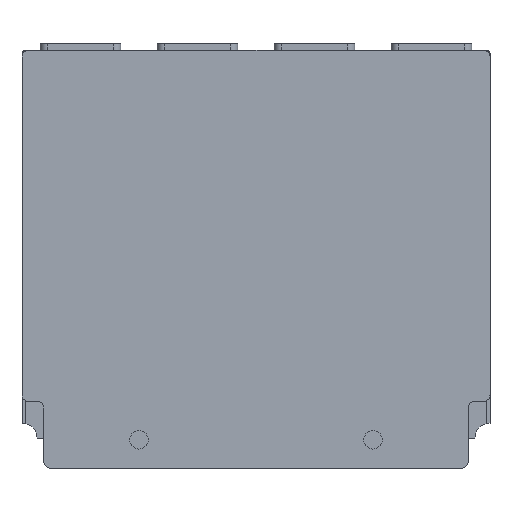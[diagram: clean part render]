
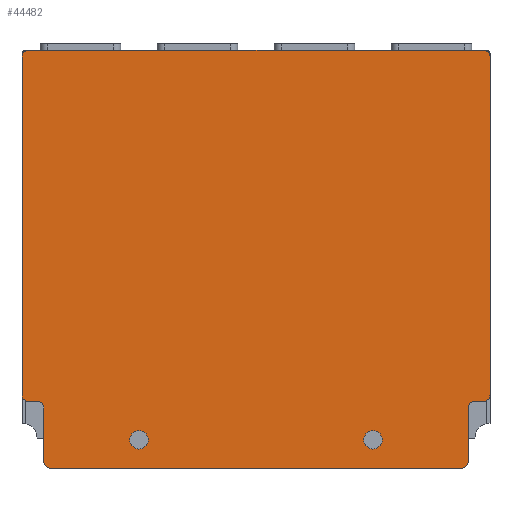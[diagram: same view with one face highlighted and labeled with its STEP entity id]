
A CAD part, front view. The second image highlights one B-rep face of the part: STEP entity #44482.
In plain terms, the highlighted planar face has unit normal (0, -1, 0).
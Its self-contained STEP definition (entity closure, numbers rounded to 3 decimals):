
#42898=DIRECTION('',(-1.,0.,0.));
#42899=VECTOR('',#42898,123.);
#42900=CARTESIAN_POINT('',(61.5,0.,-50.));
#42901=LINE('',#42900,#42899);
#42906=DIRECTION('',(0.,0.,1.));
#42907=VECTOR('',#42906,16.);
#42908=CARTESIAN_POINT('',(-63.5,0.,-48.));
#42909=LINE('',#42908,#42907);
#42913=DIRECTION('',(-1.,0.,0.));
#42914=VECTOR('',#42913,2.5);
#42915=CARTESIAN_POINT('',(-65.5,0.,-30.));
#42916=LINE('',#42915,#42914);
#42920=DIRECTION('',(0.,0.,1.));
#42921=VECTOR('',#42920,101.);
#42922=CARTESIAN_POINT('',(-70.,0.,-28.));
#42923=LINE('',#42922,#42921);
#42927=DIRECTION('',(1.,0.,0.));
#42928=VECTOR('',#42927,136.);
#42929=CARTESIAN_POINT('',(-68.,0.,75.));
#42930=LINE('',#42929,#42928);
#42934=DIRECTION('',(0.,0.,-1.));
#42935=VECTOR('',#42934,101.);
#42936=CARTESIAN_POINT('',(70.,0.,73.));
#42937=LINE('',#42936,#42935);
#42941=DIRECTION('',(-1.,0.,0.));
#42942=VECTOR('',#42941,2.5);
#42943=CARTESIAN_POINT('',(68.,0.,-30.));
#42944=LINE('',#42943,#42942);
#42948=DIRECTION('',(0.,0.,-1.));
#42949=VECTOR('',#42948,16.);
#42950=CARTESIAN_POINT('',(63.5,0.,-32.));
#42951=LINE('',#42950,#42949);
#42955=CARTESIAN_POINT('',(35.,0.,-41.5));
#42956=DIRECTION('',(0.,1.,0.));
#42957=DIRECTION('',(1.,0.,0.));
#42958=AXIS2_PLACEMENT_3D('',#42955,#42956,#42957);
#42963=CARTESIAN_POINT('',(35.,0.,-41.5));
#42964=DIRECTION('',(0.,1.,0.));
#42965=DIRECTION('',(-1.,0.,0.));
#42966=AXIS2_PLACEMENT_3D('',#42963,#42964,#42965);
#42971=CARTESIAN_POINT('',(-35.,0.,-41.5));
#42972=DIRECTION('',(0.,1.,0.));
#42973=DIRECTION('',(1.,0.,0.));
#42974=AXIS2_PLACEMENT_3D('',#42971,#42972,#42973);
#42979=CARTESIAN_POINT('',(-35.,0.,-41.5));
#42980=DIRECTION('',(0.,1.,0.));
#42981=DIRECTION('',(-1.,0.,0.));
#42982=AXIS2_PLACEMENT_3D('',#42979,#42980,#42981);
#43009=CARTESIAN_POINT('',(61.5,0.,-48.));
#43010=DIRECTION('',(0.,-1.,0.));
#43011=DIRECTION('',(0.,0.,-1.));
#43012=AXIS2_PLACEMENT_3D('',#43009,#43010,#43011);
#43024=CARTESIAN_POINT('',(65.5,0.,-32.));
#43025=DIRECTION('',(0.,1.,0.));
#43026=DIRECTION('',(-1.,0.,0.));
#43027=AXIS2_PLACEMENT_3D('',#43024,#43025,#43026);
#43069=CARTESIAN_POINT('',(68.,0.,-28.));
#43070=DIRECTION('',(0.,-1.,0.));
#43071=DIRECTION('',(0.,0.,-1.));
#43072=AXIS2_PLACEMENT_3D('',#43069,#43070,#43071);
#43099=CARTESIAN_POINT('',(68.,0.,73.));
#43100=DIRECTION('',(0.,-1.,0.));
#43101=DIRECTION('',(1.,0.,0.));
#43102=AXIS2_PLACEMENT_3D('',#43099,#43100,#43101);
#43129=CARTESIAN_POINT('',(-68.,0.,73.));
#43130=DIRECTION('',(0.,-1.,0.));
#43131=DIRECTION('',(0.,0.,1.));
#43132=AXIS2_PLACEMENT_3D('',#43129,#43130,#43131);
#43159=CARTESIAN_POINT('',(-68.,0.,-28.));
#43160=DIRECTION('',(0.,-1.,0.));
#43161=DIRECTION('',(-1.,0.,0.));
#43162=AXIS2_PLACEMENT_3D('',#43159,#43160,#43161);
#43174=CARTESIAN_POINT('',(-65.5,0.,-32.));
#43175=DIRECTION('',(0.,1.,0.));
#43176=DIRECTION('',(0.,0.,1.));
#43177=AXIS2_PLACEMENT_3D('',#43174,#43175,#43176);
#43219=CARTESIAN_POINT('',(-61.5,0.,-48.));
#43220=DIRECTION('',(0.,-1.,0.));
#43221=DIRECTION('',(-1.,0.,0.));
#43222=AXIS2_PLACEMENT_3D('',#43219,#43220,#43221);
#44331=CARTESIAN_POINT('',(63.5,0.,-32.));
#44333=VERTEX_POINT('',#44331);
#44335=CARTESIAN_POINT('',(65.5,0.,-30.));
#44337=VERTEX_POINT('',#44335);
#44339=CARTESIAN_POINT('',(-65.5,0.,-30.));
#44341=VERTEX_POINT('',#44339);
#44343=CARTESIAN_POINT('',(-63.5,0.,-32.));
#44345=VERTEX_POINT('',#44343);
#44348=CARTESIAN_POINT('',(63.5,0.,-48.));
#44350=VERTEX_POINT('',#44348);
#44353=CARTESIAN_POINT('',(61.5,0.,-50.));
#44354=VERTEX_POINT('',#44353);
#44356=CARTESIAN_POINT('',(70.,0.,-28.));
#44358=VERTEX_POINT('',#44356);
#44361=CARTESIAN_POINT('',(68.,0.,-30.));
#44362=VERTEX_POINT('',#44361);
#44364=CARTESIAN_POINT('',(-61.5,0.,-50.));
#44366=VERTEX_POINT('',#44364);
#44369=CARTESIAN_POINT('',(-63.5,0.,-48.));
#44370=VERTEX_POINT('',#44369);
#44372=CARTESIAN_POINT('',(-68.,0.,-30.));
#44374=VERTEX_POINT('',#44372);
#44377=CARTESIAN_POINT('',(-70.,0.,-28.));
#44378=VERTEX_POINT('',#44377);
#44380=CARTESIAN_POINT('',(-70.,0.,73.));
#44382=VERTEX_POINT('',#44380);
#44385=CARTESIAN_POINT('',(-68.,0.,75.));
#44386=VERTEX_POINT('',#44385);
#44388=CARTESIAN_POINT('',(68.,0.,75.));
#44390=VERTEX_POINT('',#44388);
#44393=CARTESIAN_POINT('',(70.,0.,73.));
#44394=VERTEX_POINT('',#44393);
#44395=CARTESIAN_POINT('',(37.75,0.,-41.5));
#44396=CARTESIAN_POINT('',(32.25,0.,-41.5));
#44397=VERTEX_POINT('',#44395);
#44398=VERTEX_POINT('',#44396);
#44423=CARTESIAN_POINT('',(-32.25,0.,-41.5));
#44424=CARTESIAN_POINT('',(-37.75,0.,-41.5));
#44425=VERTEX_POINT('',#44423);
#44426=VERTEX_POINT('',#44424);
#44431=CARTESIAN_POINT('',(0.,0.,0.));
#44432=DIRECTION('',(0.,1.,0.));
#44433=DIRECTION('',(1.,0.,0.));
#44434=AXIS2_PLACEMENT_3D('',#44431,#44432,#44433);
#44435=PLANE('',#44434);
#44437=ORIENTED_EDGE('',*,*,#44436,.F.);
#44439=ORIENTED_EDGE('',*,*,#44438,.T.);
#44441=ORIENTED_EDGE('',*,*,#44440,.F.);
#44443=ORIENTED_EDGE('',*,*,#44442,.T.);
#44445=ORIENTED_EDGE('',*,*,#44444,.F.);
#44447=ORIENTED_EDGE('',*,*,#44446,.T.);
#44449=ORIENTED_EDGE('',*,*,#44448,.F.);
#44451=ORIENTED_EDGE('',*,*,#44450,.T.);
#44453=ORIENTED_EDGE('',*,*,#44452,.F.);
#44455=ORIENTED_EDGE('',*,*,#44454,.T.);
#44457=ORIENTED_EDGE('',*,*,#44456,.F.);
#44459=ORIENTED_EDGE('',*,*,#44458,.T.);
#44461=ORIENTED_EDGE('',*,*,#44460,.F.);
#44463=ORIENTED_EDGE('',*,*,#44462,.T.);
#44465=ORIENTED_EDGE('',*,*,#44464,.F.);
#44467=ORIENTED_EDGE('',*,*,#44466,.T.);
#44468=EDGE_LOOP('',(#44437,#44439,#44441,#44443,#44445,#44447,#44449,#44451,
#44453,#44455,#44457,#44459,#44461,#44463,#44465,#44467));
#44469=FACE_OUTER_BOUND('',#44468,.F.);
#44471=ORIENTED_EDGE('',*,*,#44470,.F.);
#44473=ORIENTED_EDGE('',*,*,#44472,.F.);
#44474=EDGE_LOOP('',(#44471,#44473));
#44475=FACE_BOUND('',#44474,.F.);
#44477=ORIENTED_EDGE('',*,*,#44476,.F.);
#44479=ORIENTED_EDGE('',*,*,#44478,.F.);
#44480=EDGE_LOOP('',(#44477,#44479));
#44481=FACE_BOUND('',#44480,.F.);
#44482=ADVANCED_FACE('',(#44469,#44475,#44481),#44435,.F.);
#42959=CIRCLE('',#42958,2.75);
#42967=CIRCLE('',#42966,2.75);
#42975=CIRCLE('',#42974,2.75);
#42983=CIRCLE('',#42982,2.75);
#43013=CIRCLE('',#43012,2.);
#43028=CIRCLE('',#43027,2.);
#43073=CIRCLE('',#43072,2.);
#43103=CIRCLE('',#43102,2.);
#43133=CIRCLE('',#43132,2.);
#43163=CIRCLE('',#43162,2.);
#43178=CIRCLE('',#43177,2.);
#43223=CIRCLE('',#43222,2.);
#44436=EDGE_CURVE('',#44354,#44350,#43013,.T.);
#44438=EDGE_CURVE('',#44354,#44366,#42901,.T.);
#44440=EDGE_CURVE('',#44370,#44366,#43223,.T.);
#44442=EDGE_CURVE('',#44370,#44345,#42909,.T.);
#44444=EDGE_CURVE('',#44341,#44345,#43178,.T.);
#44446=EDGE_CURVE('',#44341,#44374,#42916,.T.);
#44448=EDGE_CURVE('',#44378,#44374,#43163,.T.);
#44450=EDGE_CURVE('',#44378,#44382,#42923,.T.);
#44452=EDGE_CURVE('',#44386,#44382,#43133,.T.);
#44454=EDGE_CURVE('',#44386,#44390,#42930,.T.);
#44456=EDGE_CURVE('',#44394,#44390,#43103,.T.);
#44458=EDGE_CURVE('',#44394,#44358,#42937,.T.);
#44460=EDGE_CURVE('',#44362,#44358,#43073,.T.);
#44462=EDGE_CURVE('',#44362,#44337,#42944,.T.);
#44464=EDGE_CURVE('',#44333,#44337,#43028,.T.);
#44466=EDGE_CURVE('',#44333,#44350,#42951,.T.);
#44470=EDGE_CURVE('',#44397,#44398,#42959,.T.);
#44472=EDGE_CURVE('',#44398,#44397,#42967,.T.);
#44476=EDGE_CURVE('',#44425,#44426,#42975,.T.);
#44478=EDGE_CURVE('',#44426,#44425,#42983,.T.);
